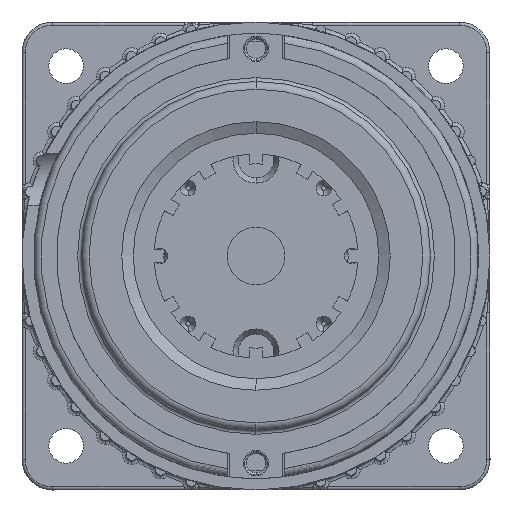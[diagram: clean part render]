
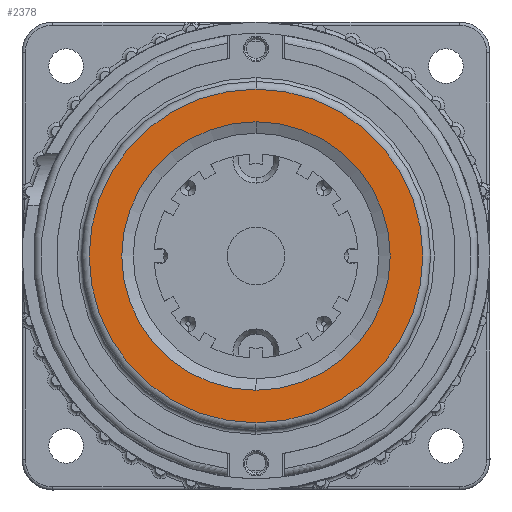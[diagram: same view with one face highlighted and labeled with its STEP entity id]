
A CAD part, front view. The second image highlights one B-rep face of the part: STEP entity #2378.
In plain terms, the highlighted face is planar.
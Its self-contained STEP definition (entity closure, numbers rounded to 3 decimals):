
#289 = ORIENTED_EDGE ( 'NONE', *, *, #1581, .T. ) ;
#756 = VERTEX_POINT ( 'NONE', #13111 ) ;
#1220 = PLANE ( 'NONE',  #3043 ) ;
#1581 = EDGE_CURVE ( 'NONE', #18225, #756, #23379, .T. ) ;
#1866 = ORIENTED_EDGE ( 'NONE', *, *, #12768, .T. ) ;
#2354 = EDGE_LOOP ( 'NONE', ( #3573, #4629 ) ) ;
#2378 = ADVANCED_FACE ( 'NONE', ( #13639, #13591 ), #1220, .T. ) ;
#2506 = CIRCLE ( 'NONE', #13504, 17.5 ) ;
#3043 = AXIS2_PLACEMENT_3D ( 'NONE', #17125, #15235, #3192 ) ;
#3192 = DIRECTION ( 'NONE',  ( 0., 0., 1. ) ) ;
#3573 = ORIENTED_EDGE ( 'NONE', *, *, #23779, .F. ) ;
#4389 = EDGE_LOOP ( 'NONE', ( #289, #1866 ) ) ;
#4629 = ORIENTED_EDGE ( 'NONE', *, *, #12612, .F. ) ;
#5042 = AXIS2_PLACEMENT_3D ( 'NONE', #22760, #10945, #24696 ) ;
#5495 = DIRECTION ( 'NONE',  ( 0., 1., 0. ) ) ;
#6254 = AXIS2_PLACEMENT_3D ( 'NONE', #18236, #6291, #20202 ) ;
#6291 = DIRECTION ( 'NONE',  ( 0., 1., 0. ) ) ;
#7021 = CARTESIAN_POINT ( 'NONE',  ( 2.059, 12., -7.852 ) ) ;
#8945 = VERTEX_POINT ( 'NONE', #20598 ) ;
#9024 = DIRECTION ( 'NONE',  ( 0., 0., 1. ) ) ;
#10048 = CARTESIAN_POINT ( 'NONE',  ( 2.059, 12., 13.898 ) ) ;
#10061 = CIRCLE ( 'NONE', #23651, 17.5 ) ;
#10790 = CARTESIAN_POINT ( 'NONE',  ( 2.059, 12., -25.352 ) ) ;
#10945 = DIRECTION ( 'NONE',  ( 0., 1., 0. ) ) ;
#12612 = EDGE_CURVE ( 'NONE', #18400, #8945, #2506, .T. ) ;
#12768 = EDGE_CURVE ( 'NONE', #756, #18225, #14019, .T. ) ;
#13111 = CARTESIAN_POINT ( 'NONE',  ( 2.059, 12., -29.602 ) ) ;
#13504 = AXIS2_PLACEMENT_3D ( 'NONE', #7021, #20917, #9024 ) ;
#13591 = FACE_BOUND ( 'NONE', #2354, .T. ) ;
#13639 = FACE_OUTER_BOUND ( 'NONE', #4389, .T. ) ;
#14019 = CIRCLE ( 'NONE', #6254, 21.75 ) ;
#15235 = DIRECTION ( 'NONE',  ( 0., 1., 0. ) ) ;
#17125 = CARTESIAN_POINT ( 'NONE',  ( 2.059, 12., -7.852 ) ) ;
#17468 = CARTESIAN_POINT ( 'NONE',  ( 2.059, 12., -7.852 ) ) ;
#18225 = VERTEX_POINT ( 'NONE', #10048 ) ;
#18236 = CARTESIAN_POINT ( 'NONE',  ( 2.059, 12., -7.852 ) ) ;
#18400 = VERTEX_POINT ( 'NONE', #10790 ) ;
#19416 = DIRECTION ( 'NONE',  ( 0., 0., 1. ) ) ;
#20202 = DIRECTION ( 'NONE',  ( 0., 0., 1. ) ) ;
#20598 = CARTESIAN_POINT ( 'NONE',  ( 2.059, 12., 9.648 ) ) ;
#20917 = DIRECTION ( 'NONE',  ( 0., 1., 0. ) ) ;
#22760 = CARTESIAN_POINT ( 'NONE',  ( 2.059, 12., -7.852 ) ) ;
#23379 = CIRCLE ( 'NONE', #5042, 21.75 ) ;
#23651 = AXIS2_PLACEMENT_3D ( 'NONE', #17468, #5495, #19416 ) ;
#23779 = EDGE_CURVE ( 'NONE', #8945, #18400, #10061, .T. ) ;
#24696 = DIRECTION ( 'NONE',  ( 0., 0., 1. ) ) ;
